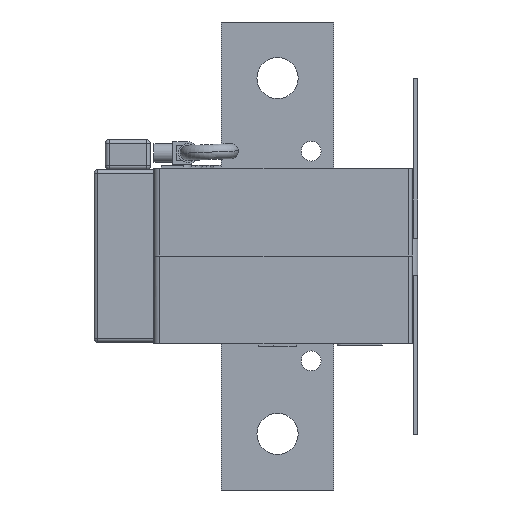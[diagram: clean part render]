
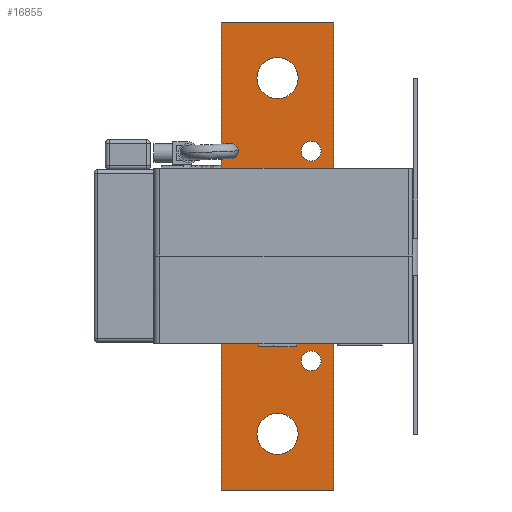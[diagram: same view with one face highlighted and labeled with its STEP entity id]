
A CAD part, left-side view. The second image highlights one B-rep face of the part: STEP entity #16855.
In plain terms, the highlighted face is planar.
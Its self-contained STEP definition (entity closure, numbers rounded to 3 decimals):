
#233 = VECTOR ( 'NONE', #9123, 1000. ) ;
#265 = EDGE_LOOP ( 'NONE', ( #23807, #29161 ) ) ;
#356 = EDGE_LOOP ( 'NONE', ( #2359, #31632 ) ) ;
#497 = EDGE_LOOP ( 'NONE', ( #8679, #11684, #32438, #21825 ) ) ;
#765 = EDGE_LOOP ( 'NONE', ( #25959, #22240 ) ) ;
#798 = EDGE_LOOP ( 'NONE', ( #25986, #7570 ) ) ;
#999 = VERTEX_POINT ( 'NONE', #26437 ) ;
#1112 = DIRECTION ( 'NONE',  ( 1., 0., 0. ) ) ;
#1176 = DIRECTION ( 'NONE',  ( 1., 0., 0. ) ) ;
#1181 = DIRECTION ( 'NONE',  ( 0., 0., 1. ) ) ;
#1223 = CARTESIAN_POINT ( 'NONE',  ( -28., -9., -2. ) ) ;
#1846 = EDGE_CURVE ( 'NONE', #999, #9987, #30849, .T. ) ;
#2082 = CARTESIAN_POINT ( 'NONE',  ( 62.5, 15., -2. ) ) ;
#2359 = ORIENTED_EDGE ( 'NONE', *, *, #24231, .T. ) ;
#2596 = EDGE_CURVE ( 'NONE', #18346, #12648, #23732, .T. ) ;
#3670 = CARTESIAN_POINT ( 'NONE',  ( -28., 12.5, -2. ) ) ;
#4299 = CARTESIAN_POINT ( 'NONE',  ( 62.5, -15., -2. ) ) ;
#5236 = ORIENTED_EDGE ( 'NONE', *, *, #12977, .T. ) ;
#5442 = AXIS2_PLACEMENT_3D ( 'NONE', #1223, #1181, #1112 ) ;
#5662 = EDGE_CURVE ( 'NONE', #23573, #26217, #14440, .T. ) ;
#6222 = CARTESIAN_POINT ( 'NONE',  ( 25.35, -9., -2. ) ) ;
#6230 = DIRECTION ( 'NONE',  ( -1., 0., 0. ) ) ;
#6594 = CARTESIAN_POINT ( 'NONE',  ( -62.5, -15., -2. ) ) ;
#6777 = CARTESIAN_POINT ( 'NONE',  ( -62.5, 15., -2. ) ) ;
#7030 = DIRECTION ( 'NONE',  ( 1., 0., 0. ) ) ;
#7061 = DIRECTION ( 'NONE',  ( 0., 0., 1. ) ) ;
#7098 = CARTESIAN_POINT ( 'NONE',  ( 47.5, 0., -2. ) ) ;
#7102 = VERTEX_POINT ( 'NONE', #22505 ) ;
#7509 = VERTEX_POINT ( 'NONE', #28640 ) ;
#7570 = ORIENTED_EDGE ( 'NONE', *, *, #16194, .T. ) ;
#8486 = AXIS2_PLACEMENT_3D ( 'NONE', #26609, #28603, #29255 ) ;
#8679 = ORIENTED_EDGE ( 'NONE', *, *, #23695, .F. ) ;
#8957 = AXIS2_PLACEMENT_3D ( 'NONE', #7098, #7061, #7030 ) ;
#9123 = DIRECTION ( 'NONE',  ( 0., -1., 0. ) ) ;
#9574 = AXIS2_PLACEMENT_3D ( 'NONE', #24826, #9675, #27367 ) ;
#9625 = VERTEX_POINT ( 'NONE', #14668 ) ;
#9675 = DIRECTION ( 'NONE',  ( 0., 0., 1. ) ) ;
#9987 = VERTEX_POINT ( 'NONE', #6222 ) ;
#10039 = EDGE_CURVE ( 'NONE', #10951, #28385, #11603, .T. ) ;
#10042 = CARTESIAN_POINT ( 'NONE',  ( -47.5, 0., -2. ) ) ;
#10201 = FACE_BOUND ( 'NONE', #265, .T. ) ;
#10534 = CARTESIAN_POINT ( 'NONE',  ( -25.35, -9., -2. ) ) ;
#10951 = VERTEX_POINT ( 'NONE', #20768 ) ;
#11603 = CIRCLE ( 'NONE', #8486, 5.5 ) ;
#11684 = ORIENTED_EDGE ( 'NONE', *, *, #25124, .F. ) ;
#11952 = DIRECTION ( 'NONE',  ( -1., 0., 0. ) ) ;
#12114 = EDGE_CURVE ( 'NONE', #7509, #27236, #19348, .T. ) ;
#12150 = LINE ( 'NONE', #6777, #19703 ) ;
#12241 = DIRECTION ( 'NONE',  ( 0., 0., 1. ) ) ;
#12299 = ORIENTED_EDGE ( 'NONE', *, *, #10039, .T. ) ;
#12422 = CARTESIAN_POINT ( 'NONE',  ( -30.65, -9., -2. ) ) ;
#12454 = AXIS2_PLACEMENT_3D ( 'NONE', #12853, #12775, #12747 ) ;
#12627 = DIRECTION ( 'NONE',  ( 1., 0., 0. ) ) ;
#12648 = VERTEX_POINT ( 'NONE', #12422 ) ;
#12747 = DIRECTION ( 'NONE',  ( 1., 0., 0. ) ) ;
#12775 = DIRECTION ( 'NONE',  ( 0., 0., 1. ) ) ;
#12821 = AXIS2_PLACEMENT_3D ( 'NONE', #10042, #27730, #12627 ) ;
#12853 = CARTESIAN_POINT ( 'NONE',  ( 28., -9., -2. ) ) ;
#12977 = EDGE_CURVE ( 'NONE', #28385, #10951, #14247, .T. ) ;
#13690 = CIRCLE ( 'NONE', #15568, 1.5 ) ;
#13837 = FACE_BOUND ( 'NONE', #765, .T. ) ;
#14247 = CIRCLE ( 'NONE', #8957, 5.5 ) ;
#14306 = AXIS2_PLACEMENT_3D ( 'NONE', #19672, #19646, #19571 ) ;
#14440 = LINE ( 'NONE', #19456, #23836 ) ;
#14667 = CARTESIAN_POINT ( 'NONE',  ( 42., 0., -2. ) ) ;
#14668 = CARTESIAN_POINT ( 'NONE',  ( -42., 0., -2. ) ) ;
#15437 = AXIS2_PLACEMENT_3D ( 'NONE', #31420, #16521, #1176 ) ;
#15482 = EDGE_CURVE ( 'NONE', #26217, #22160, #32096, .T. ) ;
#15568 = AXIS2_PLACEMENT_3D ( 'NONE', #3670, #21409, #6230 ) ;
#16194 = EDGE_CURVE ( 'NONE', #9987, #999, #23949, .T. ) ;
#16404 = CARTESIAN_POINT ( 'NONE',  ( -62.5, -15., -2. ) ) ;
#16521 = DIRECTION ( 'NONE',  ( 0., 0., 1. ) ) ;
#16731 = CARTESIAN_POINT ( 'NONE',  ( 62.5, -15., -2. ) ) ;
#16855 = ADVANCED_FACE ( 'NONE', ( #10201, #29628, #13837, #30763, #16980, #30273 ), #24543, .T. ) ;
#16980 = FACE_BOUND ( 'NONE', #356, .T. ) ;
#17460 = EDGE_CURVE ( 'NONE', #12648, #18346, #30699, .T. ) ;
#18032 = CIRCLE ( 'NONE', #15437, 5.5 ) ;
#18228 = CIRCLE ( 'NONE', #12821, 5.5 ) ;
#18346 = VERTEX_POINT ( 'NONE', #10534 ) ;
#19337 = EDGE_CURVE ( 'NONE', #24643, #9625, #18032, .T. ) ;
#19348 = CIRCLE ( 'NONE', #14306, 1.5 ) ;
#19391 = AXIS2_PLACEMENT_3D ( 'NONE', #27084, #31877, #11952 ) ;
#19456 = CARTESIAN_POINT ( 'NONE',  ( -62.5, -15., -2. ) ) ;
#19478 = CARTESIAN_POINT ( 'NONE',  ( -53., 0., -2. ) ) ;
#19496 = DIRECTION ( 'NONE',  ( 1., 0., 0. ) ) ;
#19571 = DIRECTION ( 'NONE',  ( -1., 0., 0. ) ) ;
#19573 = AXIS2_PLACEMENT_3D ( 'NONE', #27359, #12241, #29815 ) ;
#19646 = DIRECTION ( 'NONE',  ( 0., 0., -1. ) ) ;
#19672 = CARTESIAN_POINT ( 'NONE',  ( -28., 12.5, -2. ) ) ;
#19703 = VECTOR ( 'NONE', #21960, 1000. ) ;
#20594 = LINE ( 'NONE', #6594, #233 ) ;
#20768 = CARTESIAN_POINT ( 'NONE',  ( 53., 0., -2. ) ) ;
#21409 = DIRECTION ( 'NONE',  ( 0., 0., -1. ) ) ;
#21825 = ORIENTED_EDGE ( 'NONE', *, *, #5662, .F. ) ;
#21960 = DIRECTION ( 'NONE',  ( -1., 0., 0. ) ) ;
#22160 = VERTEX_POINT ( 'NONE', #2082 ) ;
#22240 = ORIENTED_EDGE ( 'NONE', *, *, #17460, .T. ) ;
#22505 = CARTESIAN_POINT ( 'NONE',  ( -62.5, 15., -2. ) ) ;
#22963 = EDGE_LOOP ( 'NONE', ( #12299, #5236 ) ) ;
#23573 = VERTEX_POINT ( 'NONE', #16404 ) ;
#23695 = EDGE_CURVE ( 'NONE', #7102, #23573, #20594, .T. ) ;
#23732 = CIRCLE ( 'NONE', #5442, 2.65 ) ;
#23807 = ORIENTED_EDGE ( 'NONE', *, *, #31716, .F. ) ;
#23836 = VECTOR ( 'NONE', #19496, 1000. ) ;
#23949 = CIRCLE ( 'NONE', #19573, 2.65 ) ;
#24231 = EDGE_CURVE ( 'NONE', #9625, #24643, #18228, .T. ) ;
#24543 = PLANE ( 'NONE',  #19391 ) ;
#24643 = VERTEX_POINT ( 'NONE', #19478 ) ;
#24826 = CARTESIAN_POINT ( 'NONE',  ( -28., -9., -2. ) ) ;
#25124 = EDGE_CURVE ( 'NONE', #22160, #7102, #12150, .T. ) ;
#25959 = ORIENTED_EDGE ( 'NONE', *, *, #2596, .T. ) ;
#25986 = ORIENTED_EDGE ( 'NONE', *, *, #1846, .T. ) ;
#26217 = VERTEX_POINT ( 'NONE', #16731 ) ;
#26437 = CARTESIAN_POINT ( 'NONE',  ( 30.65, -9., -2. ) ) ;
#26609 = CARTESIAN_POINT ( 'NONE',  ( 47.5, 0., -2. ) ) ;
#26965 = DIRECTION ( 'NONE',  ( 0., 1., 0. ) ) ;
#27084 = CARTESIAN_POINT ( 'NONE',  ( 0., 0., -2. ) ) ;
#27236 = VERTEX_POINT ( 'NONE', #31637 ) ;
#27359 = CARTESIAN_POINT ( 'NONE',  ( 28., -9., -2. ) ) ;
#27367 = DIRECTION ( 'NONE',  ( 1., 0., 0. ) ) ;
#27730 = DIRECTION ( 'NONE',  ( 0., 0., 1. ) ) ;
#28385 = VERTEX_POINT ( 'NONE', #14667 ) ;
#28603 = DIRECTION ( 'NONE',  ( 0., 0., 1. ) ) ;
#28640 = CARTESIAN_POINT ( 'NONE',  ( -26.5, 12.5, -2. ) ) ;
#29161 = ORIENTED_EDGE ( 'NONE', *, *, #12114, .F. ) ;
#29255 = DIRECTION ( 'NONE',  ( 1., 0., 0. ) ) ;
#29628 = FACE_BOUND ( 'NONE', #798, .T. ) ;
#29815 = DIRECTION ( 'NONE',  ( 1., 0., 0. ) ) ;
#30273 = FACE_OUTER_BOUND ( 'NONE', #497, .T. ) ;
#30699 = CIRCLE ( 'NONE', #9574, 2.65 ) ;
#30763 = FACE_BOUND ( 'NONE', #22963, .T. ) ;
#30849 = CIRCLE ( 'NONE', #12454, 2.65 ) ;
#31420 = CARTESIAN_POINT ( 'NONE',  ( -47.5, 0., -2. ) ) ;
#31632 = ORIENTED_EDGE ( 'NONE', *, *, #19337, .T. ) ;
#31637 = CARTESIAN_POINT ( 'NONE',  ( -29.5, 12.5, -2. ) ) ;
#31701 = VECTOR ( 'NONE', #26965, 1000. ) ;
#31716 = EDGE_CURVE ( 'NONE', #27236, #7509, #13690, .T. ) ;
#31877 = DIRECTION ( 'NONE',  ( 0., 0., -1. ) ) ;
#32096 = LINE ( 'NONE', #4299, #31701 ) ;
#32438 = ORIENTED_EDGE ( 'NONE', *, *, #15482, .F. ) ;
